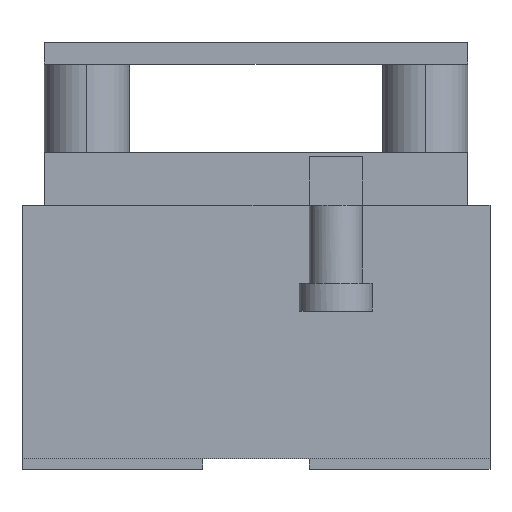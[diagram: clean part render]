
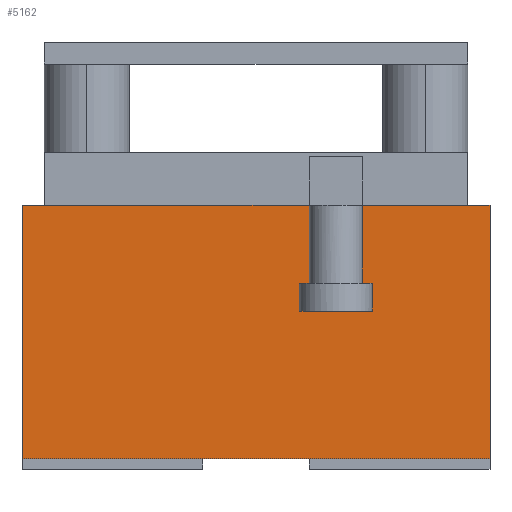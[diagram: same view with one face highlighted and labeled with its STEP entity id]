
A CAD part, left-side view. The second image highlights one B-rep face of the part: STEP entity #5162.
In plain terms, the highlighted planar face has unit normal (-1, 0, 0).
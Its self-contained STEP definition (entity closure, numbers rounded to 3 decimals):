
#37=DIRECTION('',(0.,-1.,0.));
#38=VECTOR('',#37,2.1);
#39=CARTESIAN_POINT('',(0.,44.,23.8));
#40=LINE('',#39,#38);
#93=DIRECTION('',(0.,-1.,0.));
#94=VECTOR('',#93,2.1);
#95=CARTESIAN_POINT('',(0.,2.1,23.8));
#96=LINE('',#95,#94);
#937=DIRECTION('',(0.,1.,0.));
#938=VECTOR('',#937,3.387);
#939=CARTESIAN_POINT('',(0.,12.806,13.87));
#940=LINE('',#939,#938);
#941=DIRECTION('',(0.,0.,-1.));
#942=VECTOR('',#941,2.63);
#943=CARTESIAN_POINT('',(0.,12.806,16.5));
#944=LINE('',#943,#942);
#945=DIRECTION('',(0.,1.,0.));
#946=VECTOR('',#945,0.806);
#947=CARTESIAN_POINT('',(0.,12.,16.5));
#948=LINE('',#947,#946);
#949=DIRECTION('',(0.,0.,-1.));
#950=VECTOR('',#949,7.3);
#951=CARTESIAN_POINT('',(0.,12.,23.8));
#952=LINE('',#951,#950);
#953=DIRECTION('',(0.,1.,0.));
#954=VECTOR('',#953,9.9);
#955=CARTESIAN_POINT('',(0.,2.1,23.8));
#956=LINE('',#955,#954);
#957=DIRECTION('',(0.,0.,1.));
#958=VECTOR('',#957,23.8);
#959=CARTESIAN_POINT('',(0.,44.,0.));
#960=LINE('',#959,#958);
#961=DIRECTION('',(0.,1.,0.));
#962=VECTOR('',#961,24.9);
#963=CARTESIAN_POINT('',(0.,17.,23.8));
#964=LINE('',#963,#962);
#965=DIRECTION('',(0.,0.,-1.));
#966=VECTOR('',#965,7.3);
#967=CARTESIAN_POINT('',(0.,17.,23.8));
#968=LINE('',#967,#966);
#969=DIRECTION('',(0.,1.,0.));
#970=VECTOR('',#969,0.806);
#971=CARTESIAN_POINT('',(0.,16.194,16.5));
#972=LINE('',#971,#970);
#973=DIRECTION('',(0.,0.,-1.));
#974=VECTOR('',#973,2.63);
#975=CARTESIAN_POINT('',(0.,16.194,16.5));
#976=LINE('',#975,#974);
#995=DIRECTION('',(0.,0.,1.));
#996=VECTOR('',#995,23.8);
#997=CARTESIAN_POINT('',(0.,0.,0.));
#998=LINE('',#997,#996);
#1331=DIRECTION('',(0.,-1.,0.));
#1332=VECTOR('',#1331,44.);
#1333=CARTESIAN_POINT('',(0.,44.,0.));
#1334=LINE('',#1333,#1332);
#3021=CARTESIAN_POINT('',(0.,44.,0.));
#3022=CARTESIAN_POINT('',(0.,0.,0.));
#3023=VERTEX_POINT('',#3021);
#3024=VERTEX_POINT('',#3022);
#3025=CARTESIAN_POINT('',(0.,0.,23.8));
#3027=VERTEX_POINT('',#3025);
#3030=CARTESIAN_POINT('',(0.,44.,23.8));
#3032=VERTEX_POINT('',#3030);
#3193=CARTESIAN_POINT('',(0.,41.9,23.8));
#3195=VERTEX_POINT('',#3193);
#3201=CARTESIAN_POINT('',(0.,2.1,23.8));
#3203=VERTEX_POINT('',#3201);
#3361=CARTESIAN_POINT('',(0.,17.,23.8));
#3362=CARTESIAN_POINT('',(0.,17.,16.5));
#3363=VERTEX_POINT('',#3361);
#3364=VERTEX_POINT('',#3362);
#3365=CARTESIAN_POINT('',(0.,12.,23.8));
#3366=CARTESIAN_POINT('',(0.,12.,16.5));
#3367=VERTEX_POINT('',#3365);
#3368=VERTEX_POINT('',#3366);
#3409=CARTESIAN_POINT('',(0.,12.806,13.87));
#3410=CARTESIAN_POINT('',(0.,16.194,13.87));
#3411=VERTEX_POINT('',#3409);
#3412=VERTEX_POINT('',#3410);
#3413=CARTESIAN_POINT('',(0.,16.194,16.5));
#3414=VERTEX_POINT('',#3413);
#3415=CARTESIAN_POINT('',(0.,12.806,16.5));
#3416=VERTEX_POINT('',#3415);
#5136=CARTESIAN_POINT('',(0.,44.,0.));
#5137=DIRECTION('',(-1.,0.,0.));
#5138=DIRECTION('',(0.,-1.,0.));
#5139=AXIS2_PLACEMENT_3D('',#5136,#5137,#5138);
#5140=PLANE('',#5139);
#5141=ORIENTED_EDGE('',*,*,#4838,.F.);
#5143=ORIENTED_EDGE('',*,*,#5142,.F.);
#5144=ORIENTED_EDGE('',*,*,#4774,.F.);
#5145=ORIENTED_EDGE('',*,*,#5086,.F.);
#5146=ORIENTED_EDGE('',*,*,#4473,.F.);
#5147=ORIENTED_EDGE('',*,*,#4004,.T.);
#5149=ORIENTED_EDGE('',*,*,#5148,.F.);
#5151=ORIENTED_EDGE('',*,*,#5150,.F.);
#5153=ORIENTED_EDGE('',*,*,#5152,.T.);
#5154=ORIENTED_EDGE('',*,*,#3968,.T.);
#5155=ORIENTED_EDGE('',*,*,#4454,.F.);
#5156=ORIENTED_EDGE('',*,*,#4710,.T.);
#5157=ORIENTED_EDGE('',*,*,#4759,.F.);
#5159=ORIENTED_EDGE('',*,*,#5158,.T.);
#5160=EDGE_LOOP('',(#5141,#5143,#5144,#5145,#5146,#5147,#5149,#5151,#5153,#5154,
#5155,#5156,#5157,#5159));
#5161=FACE_OUTER_BOUND('',#5160,.F.);
#3968=EDGE_CURVE('',#3032,#3195,#40,.T.);
#4004=EDGE_CURVE('',#3203,#3027,#96,.T.);
#4454=EDGE_CURVE('',#3363,#3195,#964,.T.);
#4473=EDGE_CURVE('',#3203,#3367,#956,.T.);
#4710=EDGE_CURVE('',#3363,#3364,#968,.T.);
#4759=EDGE_CURVE('',#3414,#3364,#972,.T.);
#4774=EDGE_CURVE('',#3368,#3416,#948,.T.);
#4838=EDGE_CURVE('',#3411,#3412,#940,.T.);
#5086=EDGE_CURVE('',#3367,#3368,#952,.T.);
#5142=EDGE_CURVE('',#3416,#3411,#944,.T.);
#5148=EDGE_CURVE('',#3024,#3027,#998,.T.);
#5150=EDGE_CURVE('',#3023,#3024,#1334,.T.);
#5152=EDGE_CURVE('',#3023,#3032,#960,.T.);
#5158=EDGE_CURVE('',#3414,#3412,#976,.T.);
#5162=ADVANCED_FACE('',(#5161),#5140,.T.);
